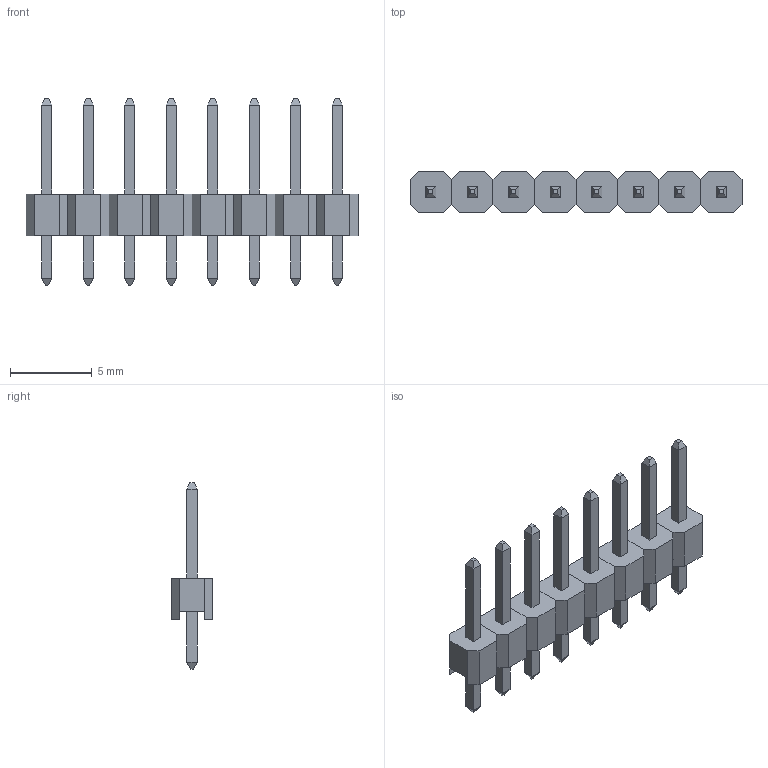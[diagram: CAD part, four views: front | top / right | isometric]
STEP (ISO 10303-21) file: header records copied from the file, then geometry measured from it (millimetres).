
FILE_DESCRIPTION(/* description */ (''),/* implementation_level */ '2;1');
FILE_NAME(/* name */ 'PREC008SAAN-RC.step',/* time_stamp */ '2020-11-14T18:51:34-05:00',/* author */ (''),/* organization */ (''),/* preprocessor_version */ 'ST-DEVELOPER v18.1',/* originating_system */ 'Autodesk Translation Framework v9.3.0.1241',/* authorisation */ '');
FILE_SCHEMA (('AUTOMOTIVE_DESIGN { 1 0 10303 214 3 1 1 }'));
Length unit declared in the file: millimetre
Products named in the file (2): PREC008SAAN-RC; 1 row end bumps format
Assembly tree (8 placements, depth 2):
  PREC008SAAN-RC
    1 row end bumps format  x8
Bounding box: 20.32 x 2.54 x 11.43 mm (x, y, z)
Volume: 134.6 mm3; surface area: 481 mm2
Topology: 24 solids, 24 shells, 272 faces, 576 edges, 352 vertices
Faces by surface type: plane 272
Entity records: 1001 total; most frequent: DIRECTION 160, CARTESIAN_POINT 160, ORIENTED_EDGE 144, LINE 72, VECTOR 72, EDGE_CURVE 72, VERTEX_POINT 44, AXIS2_PLACEMENT_3D 44
